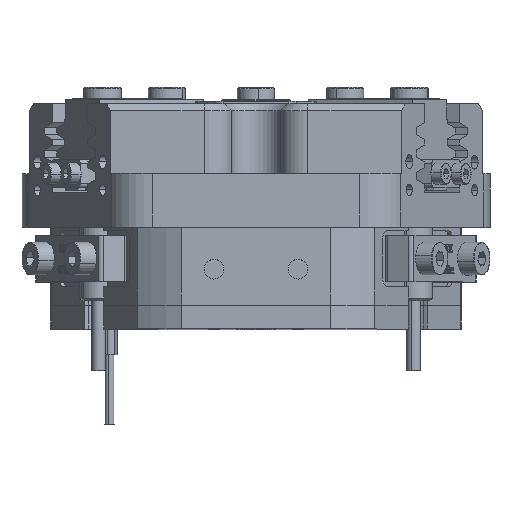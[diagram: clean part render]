
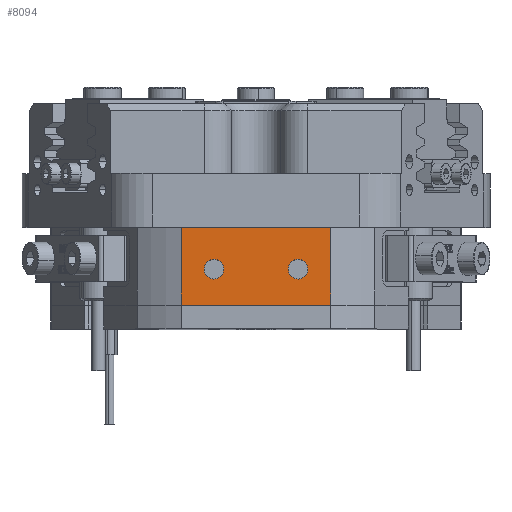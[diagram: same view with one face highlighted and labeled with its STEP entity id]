
A CAD part, top view. The second image highlights one B-rep face of the part: STEP entity #8094.
In plain terms, the highlighted planar face has unit normal (0, 0, 1).
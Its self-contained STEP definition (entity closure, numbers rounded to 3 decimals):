
#100 = CARTESIAN_POINT ( 'NONE',  ( 9., 7.7, 41. ) ) ;
#318 = EDGE_CURVE ( 'NONE', #48435, #36412, #25429, .T. ) ;
#378 = DIRECTION ( 'NONE',  ( 0., -1., 0. ) ) ;
#731 = VERTEX_POINT ( 'NONE', #23688 ) ;
#1002 = EDGE_CURVE ( 'NONE', #34481, #731, #39654, .T. ) ;
#1371 = FACE_BOUND ( 'NONE', #21930, .T. ) ;
#1720 = LINE ( 'NONE', #27976, #48558 ) ;
#3448 = EDGE_LOOP ( 'NONE', ( #38692, #15376 ) ) ;
#4904 = FACE_OUTER_BOUND ( 'NONE', #44516, .T. ) ;
#8094 = ADVANCED_FACE ( 'NONE', ( #1371, #41119, #4904 ), #13181, .T. ) ;
#9479 = AXIS2_PLACEMENT_3D ( 'NONE', #13378, #17958, #49660 ) ;
#10593 = AXIS2_PLACEMENT_3D ( 'NONE', #52901, #29656, #47922 ) ;
#10987 = VECTOR ( 'NONE', #46576, 1000. ) ;
#11772 = DIRECTION ( 'NONE',  ( 1., 0., 0. ) ) ;
#11947 = VERTEX_POINT ( 'NONE', #39628 ) ;
#13181 = PLANE ( 'NONE',  #9479 ) ;
#13236 = CARTESIAN_POINT ( 'NONE',  ( 15.969, 16.7, 41. ) ) ;
#13378 = CARTESIAN_POINT ( 'NONE',  ( -71.014, 276.72, 41. ) ) ;
#13971 = VERTEX_POINT ( 'NONE', #55423 ) ;
#14076 = VERTEX_POINT ( 'NONE', #14872 ) ;
#14872 = CARTESIAN_POINT ( 'NONE',  ( -15.969, 0., 41. ) ) ;
#15376 = ORIENTED_EDGE ( 'NONE', *, *, #1002, .F. ) ;
#15644 = EDGE_CURVE ( 'NONE', #13971, #14076, #28390, .T. ) ;
#16896 = EDGE_CURVE ( 'NONE', #731, #34481, #38956, .T. ) ;
#17358 = CARTESIAN_POINT ( 'NONE',  ( 9., 7.7, 41. ) ) ;
#17498 = CARTESIAN_POINT ( 'NONE',  ( -11.1, 7.7, 41. ) ) ;
#17745 = ORIENTED_EDGE ( 'NONE', *, *, #31225, .F. ) ;
#17918 = ORIENTED_EDGE ( 'NONE', *, *, #28027, .T. ) ;
#17958 = DIRECTION ( 'NONE',  ( 0., 0., 1. ) ) ;
#18499 = VECTOR ( 'NONE', #378, 1000. ) ;
#21930 = EDGE_LOOP ( 'NONE', ( #51693, #17745 ) ) ;
#22903 = DIRECTION ( 'NONE',  ( 1., 0., 0. ) ) ;
#23688 = CARTESIAN_POINT ( 'NONE',  ( 11.1, 7.7, 41. ) ) ;
#25429 = CIRCLE ( 'NONE', #46138, 2.1 ) ;
#27327 = DIRECTION ( 'NONE',  ( 0., 0., 1. ) ) ;
#27588 = DIRECTION ( 'NONE',  ( -1., 0., 0. ) ) ;
#27711 = CARTESIAN_POINT ( 'NONE',  ( 15.969, 0., 41. ) ) ;
#27976 = CARTESIAN_POINT ( 'NONE',  ( -71.014, 0., 41. ) ) ;
#28027 = EDGE_CURVE ( 'NONE', #11947, #13971, #47166, .T. ) ;
#28390 = LINE ( 'NONE', #41067, #18499 ) ;
#29309 = EDGE_CURVE ( 'NONE', #41219, #14076, #1720, .T. ) ;
#29656 = DIRECTION ( 'NONE',  ( 0., 0., 1. ) ) ;
#31225 = EDGE_CURVE ( 'NONE', #36412, #48435, #57360, .T. ) ;
#32233 = VECTOR ( 'NONE', #54293, 1000. ) ;
#34481 = VERTEX_POINT ( 'NONE', #54043 ) ;
#35318 = ORIENTED_EDGE ( 'NONE', *, *, #50289, .T. ) ;
#35589 = DIRECTION ( 'NONE',  ( 0., 0., 1. ) ) ;
#36412 = VERTEX_POINT ( 'NONE', #17498 ) ;
#37064 = CARTESIAN_POINT ( 'NONE',  ( -9., 7.7, 41. ) ) ;
#38692 = ORIENTED_EDGE ( 'NONE', *, *, #16896, .F. ) ;
#38956 = CIRCLE ( 'NONE', #48143, 2.1 ) ;
#39628 = CARTESIAN_POINT ( 'NONE',  ( 15.969, 16.7, 41. ) ) ;
#39654 = CIRCLE ( 'NONE', #57551, 2.1 ) ;
#41067 = CARTESIAN_POINT ( 'NONE',  ( -15.969, 16.7, 41. ) ) ;
#41119 = FACE_BOUND ( 'NONE', #3448, .T. ) ;
#41219 = VERTEX_POINT ( 'NONE', #27711 ) ;
#41245 = DIRECTION ( 'NONE',  ( 1., 0., 0. ) ) ;
#43629 = ORIENTED_EDGE ( 'NONE', *, *, #15644, .T. ) ;
#44329 = LINE ( 'NONE', #13236, #32233 ) ;
#44516 = EDGE_LOOP ( 'NONE', ( #43629, #54790, #35318, #17918 ) ) ;
#45531 = DIRECTION ( 'NONE',  ( 0., 0., 1. ) ) ;
#46138 = AXIS2_PLACEMENT_3D ( 'NONE', #37064, #27327, #41245 ) ;
#46190 = CARTESIAN_POINT ( 'NONE',  ( -71.014, 16.7, 41. ) ) ;
#46576 = DIRECTION ( 'NONE',  ( -1., 0., 0. ) ) ;
#47166 = LINE ( 'NONE', #46190, #10987 ) ;
#47922 = DIRECTION ( 'NONE',  ( 1., 0., 0. ) ) ;
#48143 = AXIS2_PLACEMENT_3D ( 'NONE', #100, #45531, #22903 ) ;
#48435 = VERTEX_POINT ( 'NONE', #58662 ) ;
#48558 = VECTOR ( 'NONE', #27588, 1000. ) ;
#49660 = DIRECTION ( 'NONE',  ( 1., 0., 0. ) ) ;
#50289 = EDGE_CURVE ( 'NONE', #41219, #11947, #44329, .T. ) ;
#51693 = ORIENTED_EDGE ( 'NONE', *, *, #318, .F. ) ;
#52901 = CARTESIAN_POINT ( 'NONE',  ( -9., 7.7, 41. ) ) ;
#54043 = CARTESIAN_POINT ( 'NONE',  ( 6.9, 7.7, 41. ) ) ;
#54293 = DIRECTION ( 'NONE',  ( 0., 1., 0. ) ) ;
#54790 = ORIENTED_EDGE ( 'NONE', *, *, #29309, .F. ) ;
#55423 = CARTESIAN_POINT ( 'NONE',  ( -15.969, 16.7, 41. ) ) ;
#57360 = CIRCLE ( 'NONE', #10593, 2.1 ) ;
#57551 = AXIS2_PLACEMENT_3D ( 'NONE', #17358, #35589, #11772 ) ;
#58662 = CARTESIAN_POINT ( 'NONE',  ( -6.9, 7.7, 41. ) ) ;
